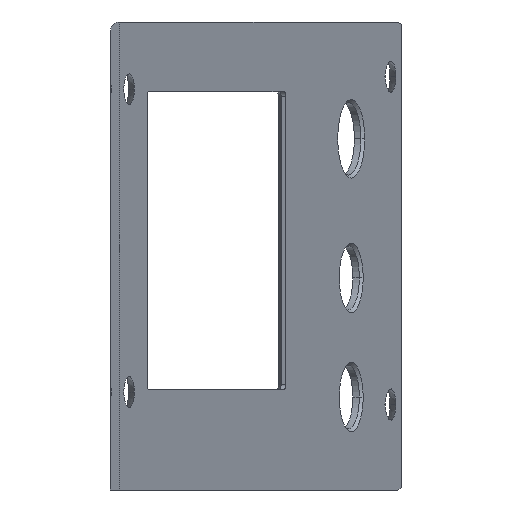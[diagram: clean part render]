
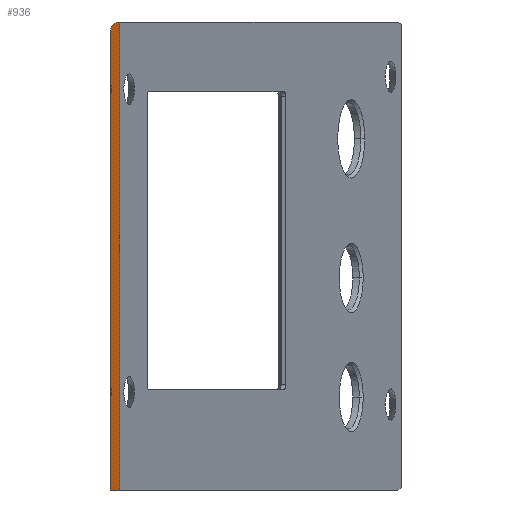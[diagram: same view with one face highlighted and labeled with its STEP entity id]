
A CAD part, left-side view. The second image highlights one B-rep face of the part: STEP entity #936.
In plain terms, the highlighted planar face has unit normal (-0.94, 0.342, 0).
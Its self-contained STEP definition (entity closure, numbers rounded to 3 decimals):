
#32 = LINE ( 'NONE', #1009, #1235 ) ;
#51 = CARTESIAN_POINT ( 'NONE',  ( 10.398, 66.557, 46.1 ) ) ;
#68 = LINE ( 'NONE', #959, #354 ) ;
#146 = CARTESIAN_POINT ( 'NONE',  ( 10.74, 67.496, 0. ) ) ;
#171 = DIRECTION ( 'NONE',  ( -0.94, 0.342, 0. ) ) ;
#196 = FACE_OUTER_BOUND ( 'NONE', #236, .T. ) ;
#236 = EDGE_LOOP ( 'NONE', ( #752, #380, #985, #428 ) ) ;
#340 = DIRECTION ( 'NONE',  ( 0., 0., -1. ) ) ;
#354 = VECTOR ( 'NONE', #512, 1000. ) ;
#380 = ORIENTED_EDGE ( 'NONE', *, *, #1325, .F. ) ;
#428 = ORIENTED_EDGE ( 'NONE', *, *, #657, .T. ) ;
#512 = DIRECTION ( 'NONE',  ( 0.342, 0.94, 0. ) ) ;
#547 = AXIS2_PLACEMENT_3D ( 'NONE', #1185, #646, #1075 ) ;
#556 = VERTEX_POINT ( 'NONE', #146 ) ;
#601 = CARTESIAN_POINT ( 'NONE',  ( 10.74, 67.496, 12. ) ) ;
#634 = CARTESIAN_POINT ( 'NONE',  ( 10.74, 67.496, 46.1 ) ) ;
#646 = DIRECTION ( 'NONE',  ( 0.94, -0.342, 0. ) ) ;
#657 = EDGE_CURVE ( 'NONE', #768, #556, #913, .T. ) ;
#752 = ORIENTED_EDGE ( 'NONE', *, *, #909, .F. ) ;
#768 = VERTEX_POINT ( 'NONE', #634 ) ;
#831 = DIRECTION ( 'NONE',  ( 0.342, 0.94, 0. ) ) ;
#909 = EDGE_CURVE ( 'NONE', #1069, #556, #68, .T. ) ;
#913 = LINE ( 'NONE', #601, #1103 ) ;
#914 = CARTESIAN_POINT ( 'NONE',  ( 10.398, 66.557, 47.1 ) ) ;
#936 = ADVANCED_FACE ( 'NONE', ( #196 ), #1178, .F. ) ;
#959 = CARTESIAN_POINT ( 'NONE',  ( -12.209, 4.444, 0. ) ) ;
#961 = CARTESIAN_POINT ( 'NONE',  ( 10.398, 66.557, 0. ) ) ;
#985 = ORIENTED_EDGE ( 'NONE', *, *, #1115, .T. ) ;
#1009 = CARTESIAN_POINT ( 'NONE',  ( 10.398, 66.557, 0. ) ) ;
#1022 = CIRCLE ( 'NONE', #1213, 1. ) ;
#1033 = DIRECTION ( 'NONE',  ( 0., 0., -1. ) ) ;
#1069 = VERTEX_POINT ( 'NONE', #961 ) ;
#1075 = DIRECTION ( 'NONE',  ( 0.342, 0.94, 0. ) ) ;
#1103 = VECTOR ( 'NONE', #1033, 1000. ) ;
#1115 = EDGE_CURVE ( 'NONE', #1388, #768, #1022, .T. ) ;
#1178 = PLANE ( 'NONE',  #547 ) ;
#1185 = CARTESIAN_POINT ( 'NONE',  ( 11.766, 70.316, 97.1 ) ) ;
#1213 = AXIS2_PLACEMENT_3D ( 'NONE', #51, #171, #831 ) ;
#1235 = VECTOR ( 'NONE', #340, 1000. ) ;
#1325 = EDGE_CURVE ( 'NONE', #1388, #1069, #32, .T. ) ;
#1388 = VERTEX_POINT ( 'NONE', #914 ) ;
